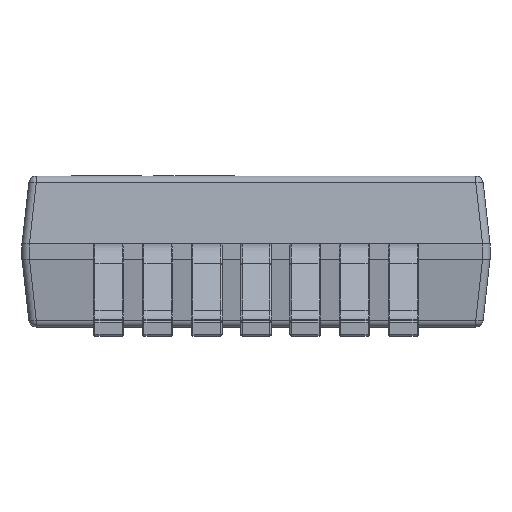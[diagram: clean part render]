
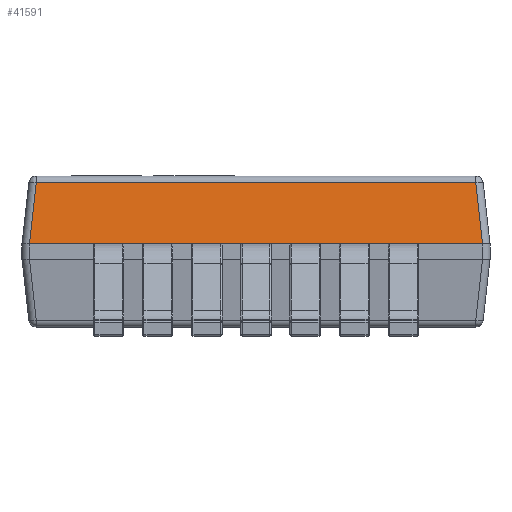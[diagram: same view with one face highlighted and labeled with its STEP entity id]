
A CAD part, left-side view. The second image highlights one B-rep face of the part: STEP entity #41591.
In plain terms, the highlighted planar face has unit normal (-0.994, 0, 0.11).
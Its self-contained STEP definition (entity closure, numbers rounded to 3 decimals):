
#349 = CARTESIAN_POINT ( 'NONE',  ( -2.65, 3.001, 1.2 ) ) ;
#736 = EDGE_CURVE ( 'NONE', #8518, #3826, #37110, .T. ) ;
#891 = VERTEX_POINT ( 'NONE', #6658 ) ;
#1263 = EDGE_CURVE ( 'NONE', #25389, #3413, #52882, .T. ) ;
#2731 = VECTOR ( 'NONE', #8811, 1000. ) ;
#3413 = VERTEX_POINT ( 'NONE', #7442 ) ;
#3745 = CARTESIAN_POINT ( 'NONE',  ( -2.65, -3., 1.2 ) ) ;
#3826 = VERTEX_POINT ( 'NONE', #10793 ) ;
#4558 = CARTESIAN_POINT ( 'NONE',  ( -2.56, 0., 2.011 ) ) ;
#6087 = CARTESIAN_POINT ( 'NONE',  ( -2.65, 3.1, 1.2 ) ) ;
#6658 = CARTESIAN_POINT ( 'NONE',  ( -2.65, 3., 1.2 ) ) ;
#7442 = CARTESIAN_POINT ( 'NONE',  ( -2.65, -3.001, 1.2 ) ) ;
#8256 = EDGE_LOOP ( 'NONE', ( #8355, #52471, #20086, #27982, #40204, #23798 ) ) ;
#8355 = ORIENTED_EDGE ( 'NONE', *, *, #14102, .T. ) ;
#8518 = VERTEX_POINT ( 'NONE', #43812 ) ;
#8811 = DIRECTION ( 'NONE',  ( 0., 1., 0. ) ) ;
#8854 = DIRECTION ( 'NONE',  ( -0.11, 0.11, -0.988 ) ) ;
#9602 =( BOUNDED_CURVE ( )  B_SPLINE_CURVE ( 3, ( #349, #37194, #40177, #36144 ),
 .UNSPECIFIED., .F., .T. ) 
 B_SPLINE_CURVE_WITH_KNOTS ( ( 4, 4 ),
 ( 6.277, 6.283 ),
 .UNSPECIFIED. ) 
 CURVE ( )  GEOMETRIC_REPRESENTATION_ITEM ( )  RATIONAL_B_SPLINE_CURVE ( ( 1., 1., 1., 1. ) ) 
 REPRESENTATION_ITEM ( '' )  );
#9916 = VECTOR ( 'NONE', #8854, 1000. ) ;
#9982 = DIRECTION ( 'NONE',  ( -0.994, 0., 0.11 ) ) ;
#10793 = CARTESIAN_POINT ( 'NONE',  ( -2.56, 2.91, 2.011 ) ) ;
#14102 = EDGE_CURVE ( 'NONE', #3826, #16860, #36102, .T. ) ;
#16614 = FACE_OUTER_BOUND ( 'NONE', #8256, .T. ) ;
#16860 = VERTEX_POINT ( 'NONE', #30985 ) ;
#19396 = EDGE_CURVE ( 'NONE', #16860, #891, #9602, .T. ) ;
#20086 = ORIENTED_EDGE ( 'NONE', *, *, #40151, .F. ) ;
#22101 = CARTESIAN_POINT ( 'NONE',  ( -2.65, -3., 1.2 ) ) ;
#23798 = ORIENTED_EDGE ( 'NONE', *, *, #736, .T. ) ;
#25389 = VERTEX_POINT ( 'NONE', #22101 ) ;
#25570 = EDGE_CURVE ( 'NONE', #3413, #8518, #50670, .T. ) ;
#26229 = DIRECTION ( 'NONE',  ( 0., 1., 0. ) ) ;
#26973 = CARTESIAN_POINT ( 'NONE',  ( -2.65, -3., 1.2 ) ) ;
#27982 = ORIENTED_EDGE ( 'NONE', *, *, #1263, .T. ) ;
#30796 = CARTESIAN_POINT ( 'NONE',  ( -2.55, 0., 2.1 ) ) ;
#30985 = CARTESIAN_POINT ( 'NONE',  ( -2.65, 3.001, 1.2 ) ) ;
#32507 = VECTOR ( 'NONE', #49418, 1000. ) ;
#33208 = PLANE ( 'NONE',  #43663 ) ;
#34148 = VECTOR ( 'NONE', #50505, 1000. ) ;
#34524 = CARTESIAN_POINT ( 'NONE',  ( -2.515, -2.866, 2.415 ) ) ;
#36102 = LINE ( 'NONE', #40919, #9916 ) ;
#36144 = CARTESIAN_POINT ( 'NONE',  ( -2.65, 3., 1.2 ) ) ;
#37110 = LINE ( 'NONE', #4558, #2731 ) ;
#37194 = CARTESIAN_POINT ( 'NONE',  ( -2.65, 3., 1.2 ) ) ;
#39842 = CARTESIAN_POINT ( 'NONE',  ( -2.65, -3., 1.2 ) ) ;
#40151 = EDGE_CURVE ( 'NONE', #25389, #891, #42678, .T. ) ;
#40177 = CARTESIAN_POINT ( 'NONE',  ( -2.65, 3., 1.2 ) ) ;
#40204 = ORIENTED_EDGE ( 'NONE', *, *, #25570, .T. ) ;
#40919 = CARTESIAN_POINT ( 'NONE',  ( -2.515, 2.866, 2.415 ) ) ;
#41591 = ADVANCED_FACE ( 'NONE', ( #16614 ), #33208, .T. ) ;
#42678 = LINE ( 'NONE', #6087, #34148 ) ;
#43663 = AXIS2_PLACEMENT_3D ( 'NONE', #30796, #9982, #26229 ) ;
#43812 = CARTESIAN_POINT ( 'NONE',  ( -2.56, -2.91, 2.011 ) ) ;
#44161 = CARTESIAN_POINT ( 'NONE',  ( -2.65, -3.001, 1.2 ) ) ;
#49418 = DIRECTION ( 'NONE',  ( 0.11, 0.11, 0.988 ) ) ;
#50505 = DIRECTION ( 'NONE',  ( 0., 1., 0. ) ) ;
#50670 = LINE ( 'NONE', #34524, #32507 ) ;
#52471 = ORIENTED_EDGE ( 'NONE', *, *, #19396, .T. ) ;
#52882 =( BOUNDED_CURVE ( )  B_SPLINE_CURVE ( 3, ( #26973, #39842, #3745, #44161 ),
 .UNSPECIFIED., .F., .T. ) 
 B_SPLINE_CURVE_WITH_KNOTS ( ( 4, 4 ),
 ( 0., 0.006 ),
 .UNSPECIFIED. ) 
 CURVE ( )  GEOMETRIC_REPRESENTATION_ITEM ( )  RATIONAL_B_SPLINE_CURVE ( ( 1., 1., 1., 1. ) ) 
 REPRESENTATION_ITEM ( '' )  );
